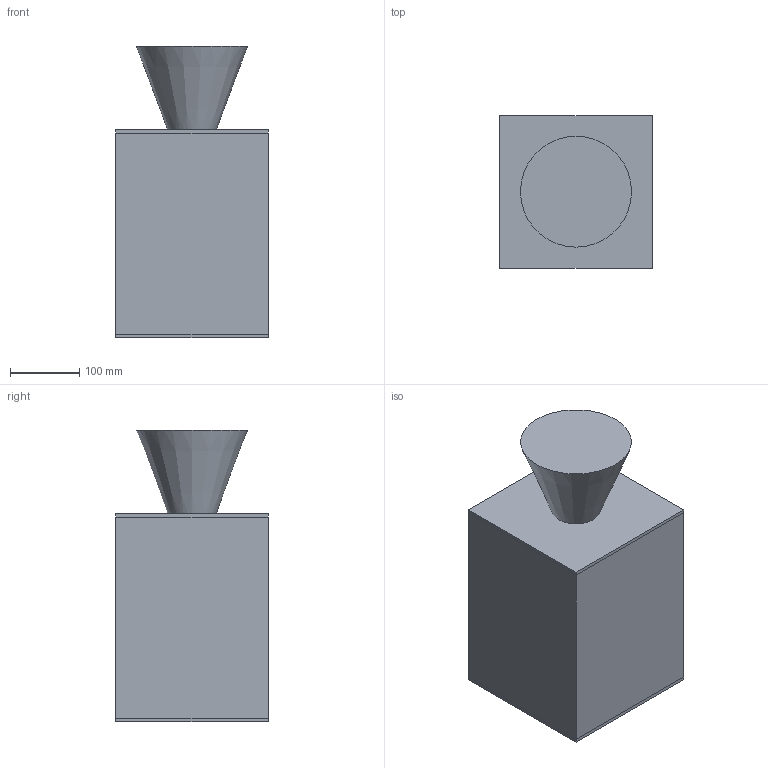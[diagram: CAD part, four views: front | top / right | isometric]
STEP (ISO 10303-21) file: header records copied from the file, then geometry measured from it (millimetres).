
FILE_DESCRIPTION(('FreeCAD Model'),'2;1');
FILE_NAME('Open CASCADE Shape Model','2025-08-30T11:53:29',('Author'),( ''),'Open CASCADE STEP processor 7.8','FreeCAD','Unknown');
FILE_SCHEMA(('AUTOMOTIVE_DESIGN { 1 0 10303 214 1 1 1 1 }'));
Length unit declared in the file: millimetre
Products named in the file (1): Shape
Bounding box: 220 x 220 x 420 mm (x, y, z)
Volume: 4759977.8 mm3; surface area: 879940.5 mm2
Topology: 2 solids, 3 shells, 40 faces, 79 edges, 48 vertices
Faces by surface type: plane 32, cylinder 7, cone 1
Full cylindrical faces by diameter (mm): 180 x1
Entity records: 2048 total; most frequent: CARTESIAN_POINT 354, DIRECTION 319, ORIENTED_EDGE 158, PCURVE 158, DEFINITIONAL_REPRESENTATION 158, LINE 147, VECTOR 147, EDGE_CURVE 79
